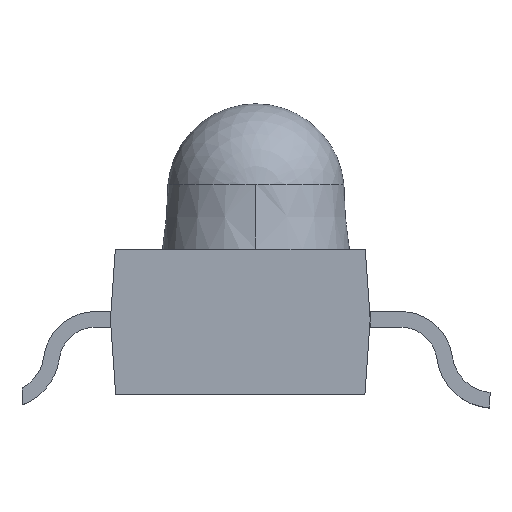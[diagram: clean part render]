
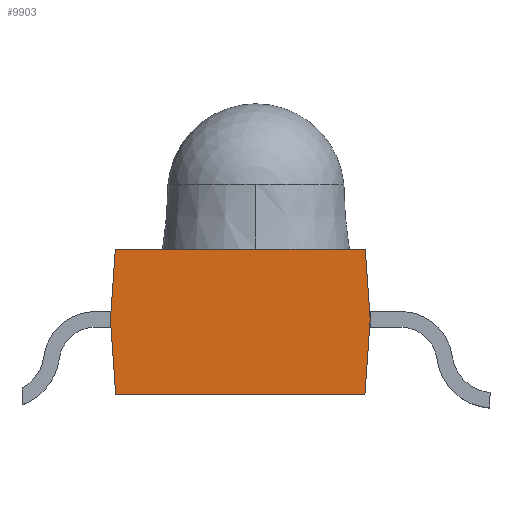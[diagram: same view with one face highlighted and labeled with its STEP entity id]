
A CAD part, top view. The second image highlights one B-rep face of the part: STEP entity #9903.
In plain terms, the highlighted planar face has unit normal (0, 0, 1).
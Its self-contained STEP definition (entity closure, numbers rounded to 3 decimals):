
#168 = EDGE_CURVE ( 'NONE', #8752, #8760, #1254, .T. ) ;
#361 = VECTOR ( 'NONE', #10022, 1000. ) ;
#363 = VECTOR ( 'NONE', #10028, 1000. ) ;
#366 = VECTOR ( 'NONE', #10037, 1000. ) ;
#369 = VECTOR ( 'NONE', #10043, 1000. ) ;
#373 = VECTOR ( 'NONE', #10058, 1000. ) ;
#636 = VECTOR ( 'NONE', #1256, 1000. ) ;
#1254 = LINE ( 'NONE', #1255, #636 ) ;
#1255 = CARTESIAN_POINT ( 'NONE',  ( 0.188, -0.7, 1. ) ) ;
#1256 = DIRECTION ( 'NONE',  ( 1., 0., 0. ) ) ;
#4280 = CARTESIAN_POINT ( 'NONE',  ( -1.199, -0.7, 1. ) ) ;
#4288 = CARTESIAN_POINT ( 'NONE',  ( 1.199, -0.7, 1. ) ) ;
#4319 = CARTESIAN_POINT ( 'NONE',  ( -1.203, 0.7, 1. ) ) ;
#4320 = CARTESIAN_POINT ( 'NONE',  ( 1.203, 0.7, 1. ) ) ;
#4322 = CARTESIAN_POINT ( 'NONE',  ( 1.25, 0.025, 1. ) ) ;
#4324 = CARTESIAN_POINT ( 'NONE',  ( -1.25, 0.025, 1. ) ) ;
#5344 = PLANE ( 'NONE',  #11162 ) ;
#5345 = CARTESIAN_POINT ( 'NONE',  ( 0.188, -3.97, 1. ) ) ;
#5346 = DIRECTION ( 'NONE',  ( 0., 0., 1. ) ) ;
#5348 = DIRECTION ( 'NONE',  ( 1., 0., 0. ) ) ;
#6728 = EDGE_LOOP ( 'NONE', ( #8938, #8937, #8936, #8940, #8935, #8934 ) ) ;
#8752 = VERTEX_POINT ( 'NONE', #4280 ) ;
#8760 = VERTEX_POINT ( 'NONE', #4288 ) ;
#8791 = VERTEX_POINT ( 'NONE', #4319 ) ;
#8792 = VERTEX_POINT ( 'NONE', #4320 ) ;
#8794 = VERTEX_POINT ( 'NONE', #4322 ) ;
#8796 = VERTEX_POINT ( 'NONE', #4324 ) ;
#8934 = ORIENTED_EDGE ( 'NONE', *, *, #168, .T. ) ;
#8935 = ORIENTED_EDGE ( 'NONE', *, *, #11720, .T. ) ;
#8936 = ORIENTED_EDGE ( 'NONE', *, *, #11732, .F. ) ;
#8937 = ORIENTED_EDGE ( 'NONE', *, *, #11725, .T. ) ;
#8938 = ORIENTED_EDGE ( 'NONE', *, *, #11727, .F. ) ;
#8940 = ORIENTED_EDGE ( 'NONE', *, *, #11722, .F. ) ;
#9903 = ADVANCED_FACE ( 'NONE', ( #11156 ), #5344, .T. ) ;
#10020 = LINE ( 'NONE', #10021, #361 ) ;
#10021 = CARTESIAN_POINT ( 'NONE',  ( -0.965, -4.051, 1. ) ) ;
#10022 = DIRECTION ( 'NONE',  ( 0.07, -0.998, 0. ) ) ;
#10026 = LINE ( 'NONE', #10027, #363 ) ;
#10027 = CARTESIAN_POINT ( 'NONE',  ( -1.521, -3.851, 1. ) ) ;
#10028 = DIRECTION ( 'NONE',  ( 0.07, 0.998, 0. ) ) ;
#10035 = LINE ( 'NONE', #10036, #366 ) ;
#10036 = CARTESIAN_POINT ( 'NONE',  ( 1.523, -3.877, 1. ) ) ;
#10037 = DIRECTION ( 'NONE',  ( -0.07, 0.998, 0. ) ) ;
#10041 = LINE ( 'NONE', #10042, #369 ) ;
#10042 = CARTESIAN_POINT ( 'NONE',  ( 0.967, -4.024, 1. ) ) ;
#10043 = DIRECTION ( 'NONE',  ( -0.07, -0.998, 0. ) ) ;
#10056 = LINE ( 'NONE', #10057, #373 ) ;
#10057 = CARTESIAN_POINT ( 'NONE',  ( 0.188, 0.7, 1. ) ) ;
#10058 = DIRECTION ( 'NONE',  ( 1., 0., 0. ) ) ;
#11156 = FACE_OUTER_BOUND ( 'NONE', #6728, .T. ) ;
#11162 = AXIS2_PLACEMENT_3D ( 'NONE', #5345, #5346, #5348 ) ;
#11720 = EDGE_CURVE ( 'NONE', #8796, #8752, #10020, .T. ) ;
#11722 = EDGE_CURVE ( 'NONE', #8796, #8791, #10026, .T. ) ;
#11725 = EDGE_CURVE ( 'NONE', #8794, #8792, #10035, .T. ) ;
#11727 = EDGE_CURVE ( 'NONE', #8794, #8760, #10041, .T. ) ;
#11732 = EDGE_CURVE ( 'NONE', #8791, #8792, #10056, .T. ) ;
